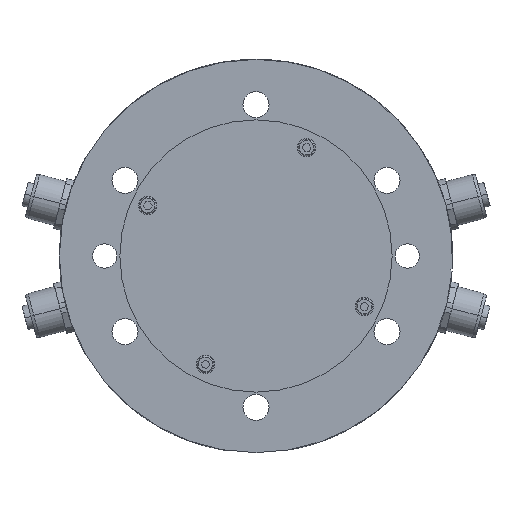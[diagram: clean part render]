
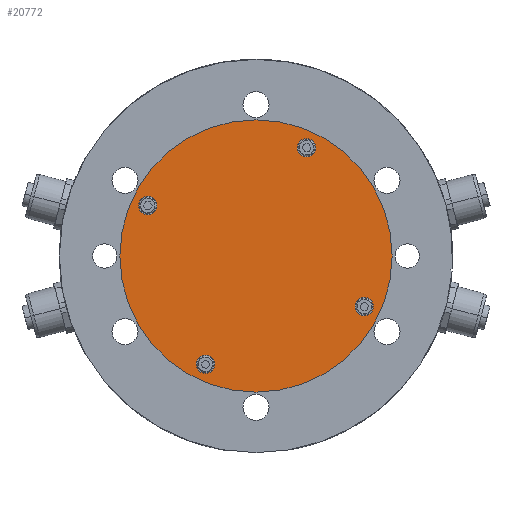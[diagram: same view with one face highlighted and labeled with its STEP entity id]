
A CAD part, front view. The second image highlights one B-rep face of the part: STEP entity #20772.
In plain terms, the highlighted planar face has unit normal (0, -1, 0).
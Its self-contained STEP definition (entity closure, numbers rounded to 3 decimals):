
#928 = CARTESIAN_POINT ( 'NONE',  ( 0., -27.9, 45. ) ) ;
#1096 = EDGE_LOOP ( 'NONE', ( #18291, #42705 ) ) ;
#1597 = CARTESIAN_POINT ( 'NONE',  ( -35.799, -27.9, 16.693 ) ) ;
#1718 = CARTESIAN_POINT ( 'NONE',  ( -16.693, -27.9, -38.799 ) ) ;
#1783 = AXIS2_PLACEMENT_3D ( 'NONE', #50938, #18436, #56322 ) ;
#1793 = ORIENTED_EDGE ( 'NONE', *, *, #23727, .F. ) ;
#3931 = EDGE_CURVE ( 'NONE', #58211, #13158, #56085, .T. ) ;
#4060 = EDGE_CURVE ( 'NONE', #13158, #58211, #31515, .T. ) ;
#7042 = DIRECTION ( 'NONE',  ( 0., 0., 1. ) ) ;
#8523 = ORIENTED_EDGE ( 'NONE', *, *, #28460, .F. ) ;
#9577 = DIRECTION ( 'NONE',  ( 0., -1., 0. ) ) ;
#10051 = FACE_BOUND ( 'NONE', #24632, .T. ) ;
#10515 = DIRECTION ( 'NONE',  ( 0., -1., 0. ) ) ;
#10862 = VERTEX_POINT ( 'NONE', #25067 ) ;
#13158 = VERTEX_POINT ( 'NONE', #1718 ) ;
#14899 = VERTEX_POINT ( 'NONE', #928 ) ;
#15887 = CARTESIAN_POINT ( 'NONE',  ( 16.693, -27.9, 32.799 ) ) ;
#16251 = CARTESIAN_POINT ( 'NONE',  ( 0., -27.9, -45. ) ) ;
#18291 = ORIENTED_EDGE ( 'NONE', *, *, #3931, .F. ) ;
#18436 = DIRECTION ( 'NONE',  ( 0., -1., 0. ) ) ;
#18502 = ORIENTED_EDGE ( 'NONE', *, *, #27673, .T. ) ;
#19731 = DIRECTION ( 'NONE',  ( 0., -1., 0. ) ) ;
#19802 = CIRCLE ( 'NONE', #21979, 3. ) ;
#20509 = CARTESIAN_POINT ( 'NONE',  ( 16.693, -27.9, 35.799 ) ) ;
#20772 = ADVANCED_FACE ( 'NONE', ( #10051, #54974, #64264, #49915, #35440 ), #60961, .F. ) ;
#20819 = AXIS2_PLACEMENT_3D ( 'NONE', #43014, #10515, #48467 ) ;
#21449 = VERTEX_POINT ( 'NONE', #58216 ) ;
#21838 = ORIENTED_EDGE ( 'NONE', *, *, #69470, .T. ) ;
#21979 = AXIS2_PLACEMENT_3D ( 'NONE', #29946, #67810, #35395 ) ;
#22515 = EDGE_CURVE ( 'NONE', #25714, #60502, #19802, .T. ) ;
#23118 = DIRECTION ( 'NONE',  ( 0., -1., 0. ) ) ;
#23664 = AXIS2_PLACEMENT_3D ( 'NONE', #24350, #62271, #29843 ) ;
#23727 = EDGE_CURVE ( 'NONE', #60502, #25714, #24789, .T. ) ;
#24350 = CARTESIAN_POINT ( 'NONE',  ( 0., -27.9, 0. ) ) ;
#24411 = DIRECTION ( 'NONE',  ( 0., -1., 0. ) ) ;
#24632 = EDGE_LOOP ( 'NONE', ( #8523, #64289 ) ) ;
#24789 = CIRCLE ( 'NONE', #61485, 3. ) ;
#25067 = CARTESIAN_POINT ( 'NONE',  ( 35.799, -27.9, -13.693 ) ) ;
#25445 = EDGE_LOOP ( 'NONE', ( #1793, #45101 ) ) ;
#25714 = VERTEX_POINT ( 'NONE', #26881 ) ;
#25957 = DIRECTION ( 'NONE',  ( 0., 0., 1. ) ) ;
#26881 = CARTESIAN_POINT ( 'NONE',  ( -35.799, -27.9, 13.693 ) ) ;
#27482 = EDGE_LOOP ( 'NONE', ( #21838, #18502 ) ) ;
#27673 = EDGE_CURVE ( 'NONE', #42093, #14899, #28823, .T. ) ;
#28460 = EDGE_CURVE ( 'NONE', #10862, #65276, #55840, .T. ) ;
#28823 = CIRCLE ( 'NONE', #1783, 45. ) ;
#29843 = DIRECTION ( 'NONE',  ( 0., 0., 1. ) ) ;
#29946 = CARTESIAN_POINT ( 'NONE',  ( -35.799, -27.9, 16.693 ) ) ;
#30593 = VERTEX_POINT ( 'NONE', #15887 ) ;
#31515 = CIRCLE ( 'NONE', #40385, 3. ) ;
#33984 = DIRECTION ( 'NONE',  ( 0., 0., -1. ) ) ;
#33995 = EDGE_LOOP ( 'NONE', ( #58907, #48632 ) ) ;
#35365 = EDGE_CURVE ( 'NONE', #21449, #30593, #58014, .T. ) ;
#35395 = DIRECTION ( 'NONE',  ( 0., 0., 1. ) ) ;
#35440 = FACE_OUTER_BOUND ( 'NONE', #27482, .T. ) ;
#35469 = CARTESIAN_POINT ( 'NONE',  ( -16.693, -27.9, -32.799 ) ) ;
#38383 = CIRCLE ( 'NONE', #61742, 3. ) ;
#38828 = AXIS2_PLACEMENT_3D ( 'NONE', #20509, #58427, #25957 ) ;
#39500 = DIRECTION ( 'NONE',  ( 0., -1., 0. ) ) ;
#40385 = AXIS2_PLACEMENT_3D ( 'NONE', #52257, #19731, #57674 ) ;
#42037 = CARTESIAN_POINT ( 'NONE',  ( 16.693, -27.9, 35.799 ) ) ;
#42093 = VERTEX_POINT ( 'NONE', #16251 ) ;
#42705 = ORIENTED_EDGE ( 'NONE', *, *, #4060, .F. ) ;
#43014 = CARTESIAN_POINT ( 'NONE',  ( 35.799, -27.9, -16.693 ) ) ;
#43549 = AXIS2_PLACEMENT_3D ( 'NONE', #56878, #24411, #62331 ) ;
#43580 = CARTESIAN_POINT ( 'NONE',  ( 35.799, -27.9, -19.693 ) ) ;
#44666 = CARTESIAN_POINT ( 'NONE',  ( 0., -27.9, 0. ) ) ;
#44672 = EDGE_CURVE ( 'NONE', #30593, #21449, #38383, .T. ) ;
#45101 = ORIENTED_EDGE ( 'NONE', *, *, #22515, .F. ) ;
#47501 = DIRECTION ( 'NONE',  ( 0., 0., 1. ) ) ;
#48467 = DIRECTION ( 'NONE',  ( 0., 0., 1. ) ) ;
#48632 = ORIENTED_EDGE ( 'NONE', *, *, #44672, .F. ) ;
#49915 = FACE_BOUND ( 'NONE', #1096, .T. ) ;
#50938 = CARTESIAN_POINT ( 'NONE',  ( 0., -27.9, 0. ) ) ;
#52257 = CARTESIAN_POINT ( 'NONE',  ( -16.693, -27.9, -35.799 ) ) ;
#53205 = AXIS2_PLACEMENT_3D ( 'NONE', #44666, #66416, #33984 ) ;
#54974 = FACE_BOUND ( 'NONE', #33995, .T. ) ;
#55580 = CARTESIAN_POINT ( 'NONE',  ( -16.693, -27.9, -35.799 ) ) ;
#55840 = CIRCLE ( 'NONE', #20819, 3. ) ;
#56085 = CIRCLE ( 'NONE', #56203, 3. ) ;
#56203 = AXIS2_PLACEMENT_3D ( 'NONE', #55580, #23118, #61029 ) ;
#56322 = DIRECTION ( 'NONE',  ( 0., 0., 1. ) ) ;
#56878 = CARTESIAN_POINT ( 'NONE',  ( 35.799, -27.9, -16.693 ) ) ;
#57674 = DIRECTION ( 'NONE',  ( 0., 0., 1. ) ) ;
#58014 = CIRCLE ( 'NONE', #38828, 3. ) ;
#58211 = VERTEX_POINT ( 'NONE', #35469 ) ;
#58216 = CARTESIAN_POINT ( 'NONE',  ( 16.693, -27.9, 38.799 ) ) ;
#58427 = DIRECTION ( 'NONE',  ( 0., -1., 0. ) ) ;
#58907 = ORIENTED_EDGE ( 'NONE', *, *, #35365, .F. ) ;
#59814 = CIRCLE ( 'NONE', #23664, 45. ) ;
#60502 = VERTEX_POINT ( 'NONE', #69454 ) ;
#60961 = PLANE ( 'NONE',  #53205 ) ;
#61029 = DIRECTION ( 'NONE',  ( 0., 0., 1. ) ) ;
#61485 = AXIS2_PLACEMENT_3D ( 'NONE', #1597, #39500, #7042 ) ;
#61742 = AXIS2_PLACEMENT_3D ( 'NONE', #42037, #9577, #47501 ) ;
#62271 = DIRECTION ( 'NONE',  ( 0., -1., 0. ) ) ;
#62331 = DIRECTION ( 'NONE',  ( 0., 0., 1. ) ) ;
#63908 = CIRCLE ( 'NONE', #43549, 3. ) ;
#64264 = FACE_BOUND ( 'NONE', #25445, .T. ) ;
#64289 = ORIENTED_EDGE ( 'NONE', *, *, #66029, .F. ) ;
#65276 = VERTEX_POINT ( 'NONE', #43580 ) ;
#66029 = EDGE_CURVE ( 'NONE', #65276, #10862, #63908, .T. ) ;
#66416 = DIRECTION ( 'NONE',  ( 0., 1., 0. ) ) ;
#67810 = DIRECTION ( 'NONE',  ( 0., -1., 0. ) ) ;
#69454 = CARTESIAN_POINT ( 'NONE',  ( -35.799, -27.9, 19.693 ) ) ;
#69470 = EDGE_CURVE ( 'NONE', #14899, #42093, #59814, .T. ) ;
